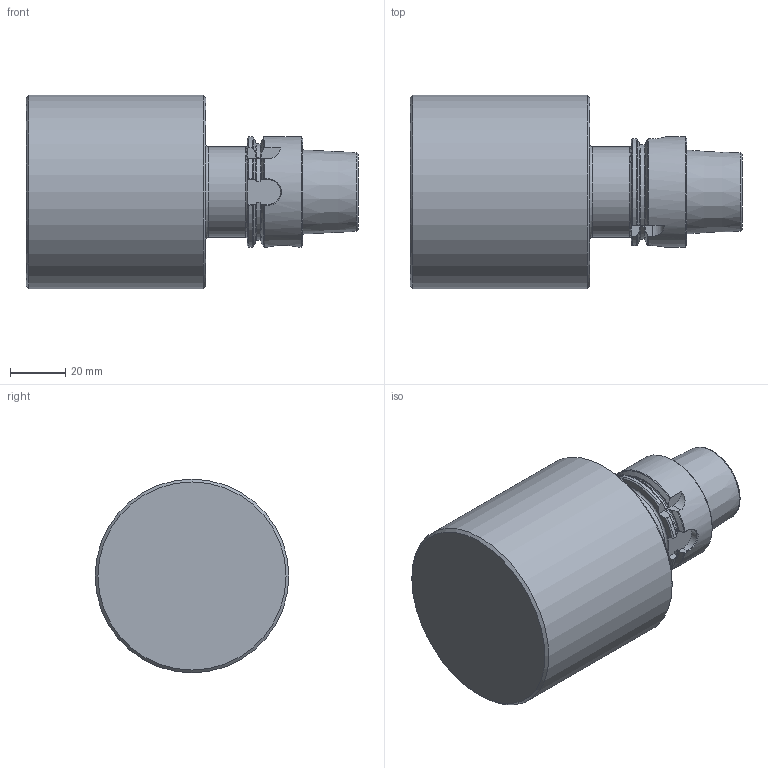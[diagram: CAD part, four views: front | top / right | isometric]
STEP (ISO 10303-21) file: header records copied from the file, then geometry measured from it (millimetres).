
FILE_DESCRIPTION(/* description */ (''),/* implementation_level */ '2;1');
FILE_NAME(/* name */ 'AHSKA40-BL41-070-100.stp',/* time_stamp */ '2024-12-18T12:00:32+03:00',/* author */ (''),/* organization */ (''),/* preprocessor_version */ 'ST-DEVELOPER v19.4',/* originating_system */ 'SIEMENS PLM Software NX2306.5001',/* authorisation */ '');
FILE_SCHEMA (('AUTOMOTIVE_DESIGN { 1 0 10303 214 3 1 1 1 }'));
Length unit declared in the file: millimetre
Products named in the file (1): AHSKA40-BL41-070-100-LIGHT_objects
Bounding box: 120 x 70 x 70 mm (x, y, z)
Volume: 299378.6 mm3; surface area: 28690.7 mm2
Topology: 1 solids, 1 shells, 85 faces, 230 edges, 149 vertices
Faces by surface type: plane 35, cone 17, torus 16, cylinder 14, bspline 3
Full cylindrical faces by diameter (mm): 10 x1, 32.6 x1, 40 x1, 70 x1
Entity records: 3105 total; most frequent: CARTESIAN_POINT 1137, ORIENTED_EDGE 414, DIRECTION 361, EDGE_CURVE 207, AXIS2_PLACEMENT_3D 146, VERTEX_POINT 143, EDGE_LOOP 103, ADVANCED_FACE 85
